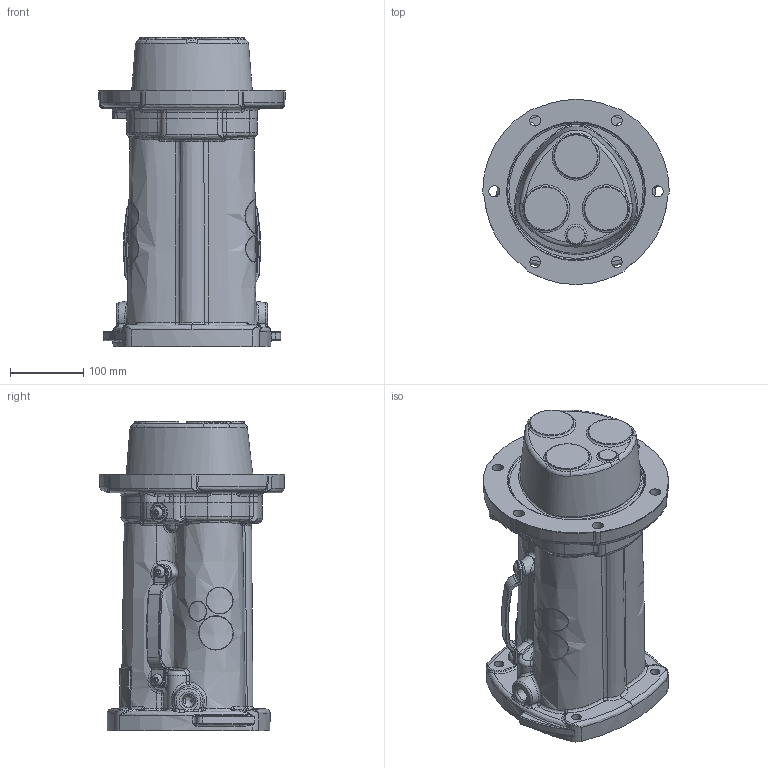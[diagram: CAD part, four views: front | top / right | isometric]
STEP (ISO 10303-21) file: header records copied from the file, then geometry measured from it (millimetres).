
FILE_DESCRIPTION(/* description */ ('15kV KA Universal Body'),/* implementation_level */ '2;1');
FILE_NAME(/* name */ 'RS847_SLD body with Type C Gear Mount Flange 2229_SLD.stp',/* time_stamp */ '2024-04-11T06:20:22+10:00',/* author */ ('c.taylor012'),/* organization */ (''),/* preprocessor_version */ 'ST-DEVELOPER v16.5',/* originating_system */ 'Autodesk Inventor 2017',/* authorisation */ '');
FILE_SCHEMA (('AUTOMOTIVE_DESIGN { 1 0 10303 214 3 1 1 }'));
Products named in the file (6): RS847_SLD body with Type B Gear Mount Flange 2228_SLD; 1216; 1221; 1434; 2234_SLD; 2229_SLD
Assembly tree (10 placements, depth 2):
  RS847_SLD body with Type B Gear Mount Flange 2228_SLD
    1216  x5
    1221
    1434  x2
    2234_SLD
    2229_SLD
Bounding box: 254.05 x 252.05 x 420.95 mm (x, y, z)
Volume: 10152910.7 mm3; surface area: 476555.1 mm2
Topology: 10 solids, 10 shells, 959 faces, 2453 edges, 1491 vertices
Faces by surface type: bspline 377, cylinder 177, plane 139, torus 134, cone 85, sphere 47
Full cylindrical faces by diameter (mm): 7.798 x5, 9.45 x5, 10 x6, 11 x4, 11.1 x1, 13 x4, 15 x6, 16.3 x5, 19.7 x1, 26.5 x1
Entity records: 54558 total; most frequent: CARTESIAN_POINT 36121, ORIENTED_EDGE 4010, DIRECTION 3234, EDGE_CURVE 2005, AXIS2_PLACEMENT_3D 1516, VERTEX_POINT 1282, CIRCLE 908, EDGE_LOOP 875
